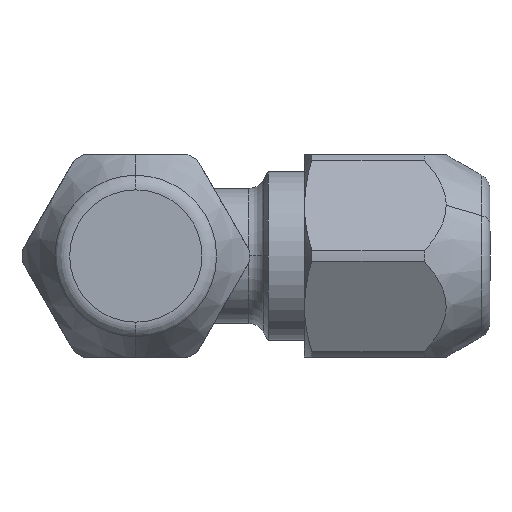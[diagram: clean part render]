
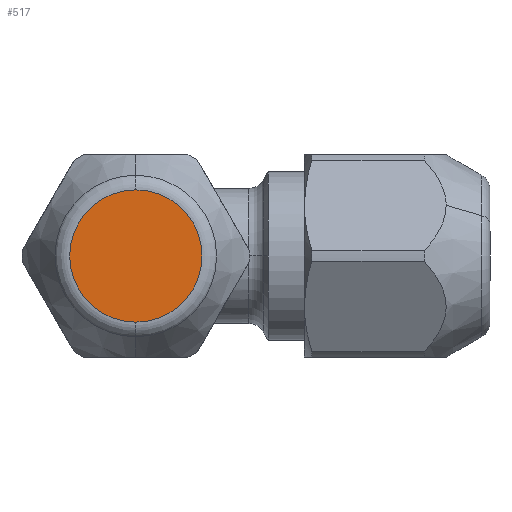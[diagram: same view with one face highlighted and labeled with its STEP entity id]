
A CAD part, left-side view. The second image highlights one B-rep face of the part: STEP entity #517.
In plain terms, the highlighted planar face has unit normal (-1, 0, 0).
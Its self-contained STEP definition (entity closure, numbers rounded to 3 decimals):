
#194 = ORIENTED_EDGE ( 'NONE', *, *, #4263, .T. ) ;
#195 = ORIENTED_EDGE ( 'NONE', *, *, #407, .T. ) ;
#407 = EDGE_CURVE ( 'NONE', #2567, #2566, #3444, .T. ) ;
#517 = ADVANCED_FACE ( 'NONE', ( #3513 ), #4546, .T. ) ;
#1028 = CIRCLE ( 'NONE', #5141, 3.923 ) ;
#1414 = CARTESIAN_POINT ( 'NONE',  ( -21., 0., 3.923 ) ) ;
#1415 = CARTESIAN_POINT ( 'NONE',  ( -21., 0., -3.923 ) ) ;
#1900 = CARTESIAN_POINT ( 'NONE',  ( -21., 0., 0. ) ) ;
#1901 = DIRECTION ( 'NONE',  ( -1., 0., 0. ) ) ;
#1902 = DIRECTION ( 'NONE',  ( 0., 0., 1. ) ) ;
#2262 = CARTESIAN_POINT ( 'NONE',  ( -21., 0., 0. ) ) ;
#2263 = DIRECTION ( 'NONE',  ( -1., 0., 0. ) ) ;
#2264 = DIRECTION ( 'NONE',  ( 0., 0., 1. ) ) ;
#2566 = VERTEX_POINT ( 'NONE', #1414 ) ;
#2567 = VERTEX_POINT ( 'NONE', #1415 ) ;
#3444 = CIRCLE ( 'NONE', #4415, 3.923 ) ;
#3513 = FACE_OUTER_BOUND ( 'NONE', #3996, .T. ) ;
#3996 = EDGE_LOOP ( 'NONE', ( #194, #195 ) ) ;
#4263 = EDGE_CURVE ( 'NONE', #2566, #2567, #1028, .T. ) ;
#4415 = AXIS2_PLACEMENT_3D ( 'NONE', #2262, #2263, #2264 ) ;
#4543 = CARTESIAN_POINT ( 'NONE',  ( -21., 0., 0. ) ) ;
#4546 = PLANE ( 'NONE',  #4999 ) ;
#4548 = DIRECTION ( 'NONE',  ( -1., 0., 0. ) ) ;
#4549 = DIRECTION ( 'NONE',  ( 0., 0., -1. ) ) ;
#4999 = AXIS2_PLACEMENT_3D ( 'NONE', #4543, #4548, #4549 ) ;
#5141 = AXIS2_PLACEMENT_3D ( 'NONE', #1900, #1901, #1902 ) ;
